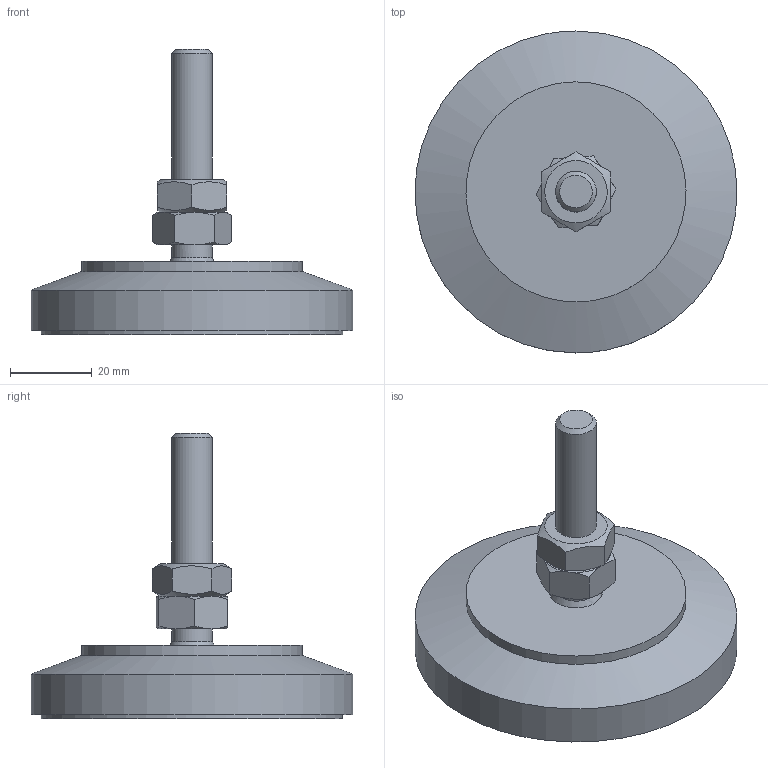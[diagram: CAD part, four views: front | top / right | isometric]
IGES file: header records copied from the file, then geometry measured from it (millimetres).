
Global section: file name: SF0447S; native system: Autodesk Inventor 2015; preprocessor: unknown; author: H. Deerberg; date: 20160104.104312; units: millimetre
Bounding box: 79 x 79 x 70.03 mm (x, y, z)
Volume: 81487.6 mm3; surface area: 26700.1 mm2
Topology: 4 solids, 4 shells, 50 faces, 126 edges, 86 vertices
Faces by surface type: bspline 50
